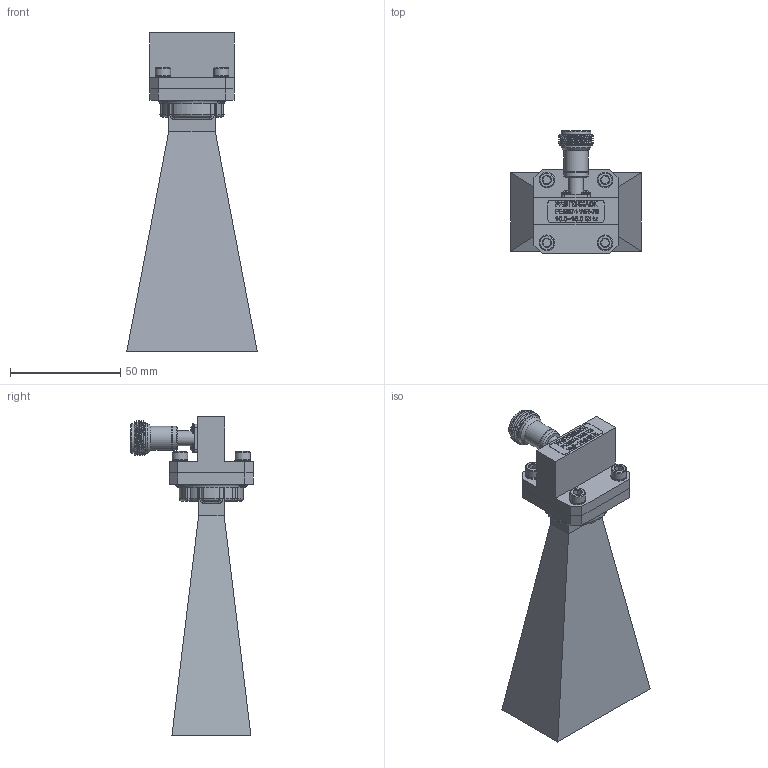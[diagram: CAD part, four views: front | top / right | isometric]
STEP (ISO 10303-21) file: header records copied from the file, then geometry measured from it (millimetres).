
FILE_DESCRIPTION (( 'STEP AP214' ), '1' );
FILE_NAME ('PE9855-NF-15.STEP', '2020-11-17T15:58:57', ( '' ), ( '' ), 'SwSTEP 2.0', 'SolidWorks 2018', '' );
FILE_SCHEMA (( 'AUTOMOTIVE_DESIGN' ));
Length unit declared in the file: inch
Products named in the file (4): PE9855-NF-15; PE9874; PE9855-15; Hex Screw^PE9855-NF-15
Assembly tree (6 placements, depth 2):
  PE9855-NF-15
    PE9855-15
    PE9874
    Hex Screw^PE9855-NF-15  x4
Bounding box: 59.18 x 55.69 x 144.65 mm (x, y, z)
Volume: 38791.4 mm3; surface area: 41720.8 mm2
Topology: 6 solids, 6 shells, 924 faces, 2378 edges, 1541 vertices
Faces by surface type: plane 478, bspline 204, cylinder 158, cone 63, torus 17, sphere 4
Full cylindrical faces by diameter (mm): 3.048 x1, 3.658 x8, 4.064 x1, 4.172 x4, 6.807 x1, 6.972 x4, 7.125 x4, 10.414 x2, 10.922 x2, 13.462 x2
Entity records: 37874 total; most frequent: CARTESIAN_POINT 18922, ORIENTED_EDGE 4278, DIRECTION 3103, EDGE_CURVE 2139, VERTEX_POINT 1417, VECTOR 1271, LINE 1271, EDGE_LOOP 964
